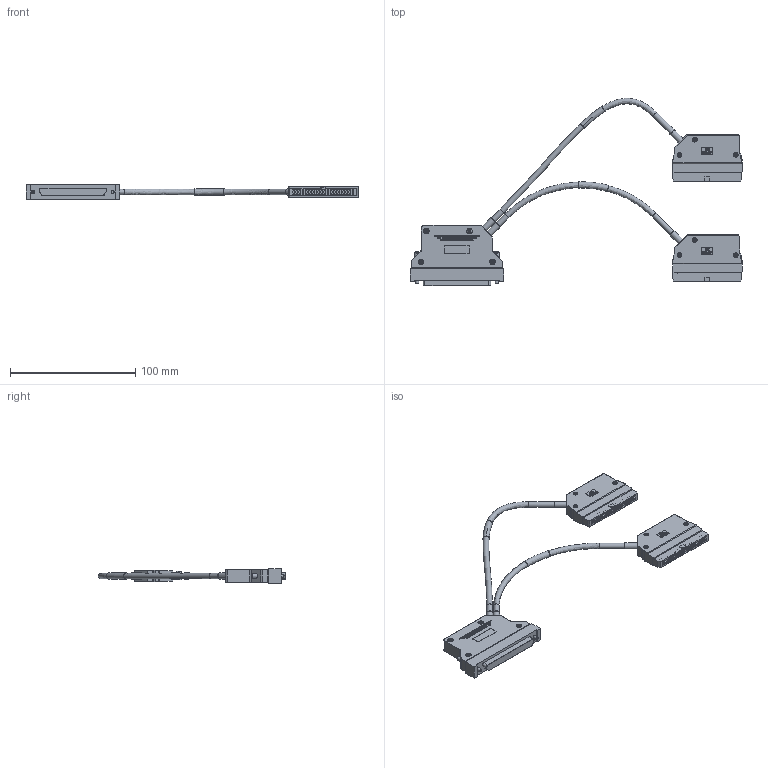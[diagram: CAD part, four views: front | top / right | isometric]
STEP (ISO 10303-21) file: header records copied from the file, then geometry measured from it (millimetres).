
FILE_DESCRIPTION(/* description */ (''),/* implementation_level */ '2;1');
FILE_NAME(/* name */ 'DX212-2S.stp',/* time_stamp */ '2020-07-08T13:51:56+08:00',/* author */ (''),/* organization */ (''),/* preprocessor_version */ 'ST-DEVELOPER v16',/* originating_system */ 'SIEMENS PLM Software NX 11.0',/* authorisation */ '');
FILE_SCHEMA (('AUTOMOTIVE_DESIGN { 1 0 10303 214 3 1 1 1 }'));
Products named in the file (1): DX212-2S
Bounding box: 265.1 x 149.61 x 11.2 mm (x, y, z)
Volume: 68565.1 mm3; surface area: 29860.7 mm2
Topology: 1 solids, 23 shells, 2829 faces, 6943 edges, 4470 vertices
Faces by surface type: plane 1852, extrusion 328, cylinder 283, bspline 182, torus 88, cone 86, sphere 10
Full cylindrical faces by diameter (mm): 1.9 x20, 2 x2, 2.1 x2, 2.4 x10, 2.5 x4, 3.4 x10, 3.6 x10, 4 x2, 4.2 x2, 4.5 x8, 5 x4
Entity records: 90457 total; most frequent: CARTESIAN_POINT 28139, ORIENTED_EDGE 13244, DIRECTION 10974, EDGE_CURVE 6622, VECTOR 4626, VERTEX_POINT 4338, LINE 4298, EDGE_LOOP 3352
